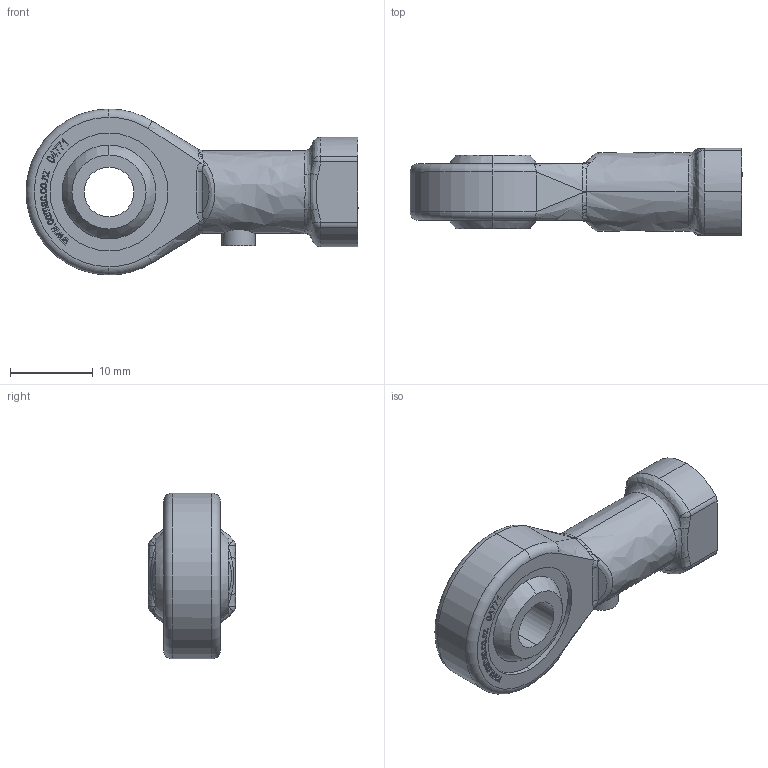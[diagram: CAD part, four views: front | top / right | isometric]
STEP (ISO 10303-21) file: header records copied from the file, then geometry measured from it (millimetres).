
FILE_DESCRIPTION (( 'STEP AP214' ), '1' );
FILE_NAME ('04771-Rod End Right Hand M6 Int.STEP', '2018-11-11T19:25:37', ( '' ), ( '' ), 'SwSTEP 2.0', 'SolidWorks 2018', '' );
FILE_SCHEMA (( 'AUTOMOTIVE_DESIGN' ));
Length unit declared in the file: millimetre
Products named in the file (3): 4771 Rod End M6 Int Right Hand Ball; 04771-Rod End Right Hand M6 Int; 4771 Rod End M6 Int Right Hand Body
Assembly tree (2 placements, depth 2):
  04771-Rod End Right Hand M6 Int
    4771 Rod End M6 Int Right Hand Body
    4771 Rod End M6 Int Right Hand Ball
Bounding box: 40 x 10.5 x 20 mm (x, y, z)
Volume: 3297.8 mm3; surface area: 3015.2 mm2
Topology: 2 solids, 2 shells, 383 faces, 1019 edges, 663 vertices
Faces by surface type: plane 175, bspline 129, cylinder 59, sphere 10, torus 6, cone 4
Entity records: 22088 total; most frequent: CARTESIAN_POINT 13066, ORIENTED_EDGE 2014, DIRECTION 1282, EDGE_CURVE 1007, VERTEX_POINT 657, VECTOR 564, LINE 564, EDGE_LOOP 416
